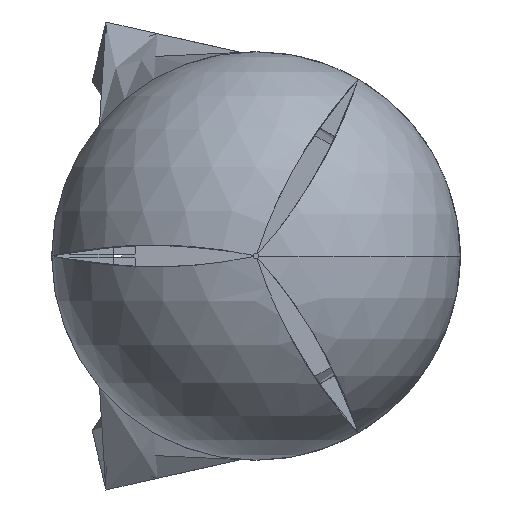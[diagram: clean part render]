
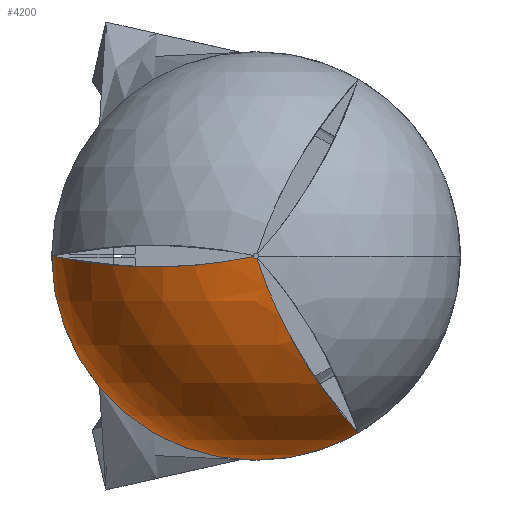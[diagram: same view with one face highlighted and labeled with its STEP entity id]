
A CAD part, left-side view. The second image highlights one B-rep face of the part: STEP entity #4200.
In plain terms, the highlighted spherical face has radius 2.369 mm.
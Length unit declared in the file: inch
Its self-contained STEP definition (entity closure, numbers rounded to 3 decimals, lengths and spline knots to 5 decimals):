
#154 = CARTESIAN_POINT ( 'NONE',  ( -0.06976, 0.06201, -0.0045 ) ) ;
#211 = DIRECTION ( 'NONE',  ( 0., 0., -1. ) ) ;
#376 = CARTESIAN_POINT ( 'NONE',  ( -0.08813, -0.01147, -0.02886 ) ) ;
#575 = CIRCLE ( 'NONE', #5529, 0.09325 ) ;
#679 = DIRECTION ( 'NONE',  ( 0., 1., 0. ) ) ;
#766 = SPHERICAL_SURFACE ( 'NONE', #2646, 0.09325 ) ;
#830 = CARTESIAN_POINT ( 'NONE',  ( -0.0805, -0.01921, -0.04339 ) ) ;
#889 = VERTEX_POINT ( 'NONE', #3800 ) ;
#1194 = CARTESIAN_POINT ( 'NONE',  ( -0.09308, 0.01321, -0.00279 ) ) ;
#1287 = CARTESIAN_POINT ( 'NONE',  ( -0.06978, -0.02709, -0.05593 ) ) ;
#1457 = CARTESIAN_POINT ( 'NONE',  ( -0.09324, 0., 0. ) ) ;
#1483 = AXIS2_PLACEMENT_3D ( 'NONE', #1457, #4506, #1904 ) ;
#1509 = CARTESIAN_POINT ( 'NONE',  ( -0.0612, 0.07052, -0.00374 ) ) ;
#1726 = CARTESIAN_POINT ( 'NONE',  ( -0.09316, -0.00229, -0.00701 ) ) ;
#1748 = CARTESIAN_POINT ( 'NONE',  ( -0.04666, -0.03885, -0.0718 ) ) ;
#1904 = DIRECTION ( 'NONE',  ( 0., 0., -1. ) ) ;
#1924 = VERTEX_POINT ( 'NONE', #3151 ) ;
#1992 = VERTEX_POINT ( 'NONE', #3191 ) ;
#2104 = CARTESIAN_POINT ( 'NONE',  ( -0.09046, 0.02529, -0.00424 ) ) ;
#2199 = CARTESIAN_POINT ( 'NONE',  ( -0.02407, -0.04461, -0.07851 ) ) ;
#2203 = CARTESIAN_POINT ( 'NONE',  ( -0.05644, 0.07441, -0.00326 ) ) ;
#2317 = CARTESIAN_POINT ( 'NONE',  ( 0., 0., 0. ) ) ;
#2369 = VERTEX_POINT ( 'NONE', #2689 ) ;
#2394 = CARTESIAN_POINT ( 'NONE',  ( 0., 0.09325, 0. ) ) ;
#2447 = CARTESIAN_POINT ( 'NONE',  ( -0.04637, 0.08109, -0.00231 ) ) ;
#2506 = CARTESIAN_POINT ( 'NONE',  ( -0.04106, 0.08392, -0.00183 ) ) ;
#2548 = DIRECTION ( 'NONE',  ( 0., 0., 1. ) ) ;
#2570 = ORIENTED_EDGE ( 'NONE', *, *, #5265, .F. ) ;
#2576 = EDGE_LOOP ( 'NONE', ( #2570, #5519, #3503, #4933, #2988 ) ) ;
#2617 = EDGE_CURVE ( 'NONE', #4101, #889, #5186, .T. ) ;
#2634 = CARTESIAN_POINT ( 'NONE',  ( -0.08337, 0.04191, -0.00502 ) ) ;
#2638 = DIRECTION ( 'NONE',  ( -1., 0., 0. ) ) ;
#2646 = AXIS2_PLACEMENT_3D ( 'NONE', #2915, #211, #679 ) ;
#2651 = CARTESIAN_POINT ( 'NONE',  ( -0.00612, -0.04663, -0.08076 ) ) ;
#2672 = CIRCLE ( 'NONE', #1483, 0.00125 ) ;
#2689 = CARTESIAN_POINT ( 'NONE',  ( -0.09324, -0.00038, -0.00119 ) ) ;
#2771 = DIRECTION ( 'NONE',  ( 0., 0., 1. ) ) ;
#2903 = B_SPLINE_CURVE_WITH_KNOTS ( 'NONE', 3,
 ( #4340, #1726, #5695, #3071, #376, #3495, #830, #3933, #1287, #4357, #1748, #4818, #2199, #5266, #2651, #5715 ),
 .UNSPECIFIED., .F., .F.,
 ( 4, 2, 2, 2, 2, 2, 2, 4 ),
 ( 0., 0.00046, 0.00092, 0.00138, 0.00184, 0.00276, 0.00322, 0.00368 ),
 .UNSPECIFIED. ) ;
#2915 = CARTESIAN_POINT ( 'NONE',  ( 0., 0., 0. ) ) ;
#2977 = CARTESIAN_POINT ( 'NONE',  ( 0., 0., 0. ) ) ;
#2984 = EDGE_CURVE ( 'NONE', #1924, #1992, #575, .T. ) ;
#2988 = ORIENTED_EDGE ( 'NONE', *, *, #2984, .T. ) ;
#3071 = CARTESIAN_POINT ( 'NONE',  ( -0.08999, -0.00897, -0.02354 ) ) ;
#3151 = CARTESIAN_POINT ( 'NONE',  ( 0., 0., -0.09325 ) ) ;
#3191 = CARTESIAN_POINT ( 'NONE',  ( 0., -0.04663, -0.08076 ) ) ;
#3274 = CARTESIAN_POINT ( 'NONE',  ( 0., 0.09325, 0. ) ) ;
#3288 = FACE_OUTER_BOUND ( 'NONE', #2576, .T. ) ;
#3494 = CIRCLE ( 'NONE', #3904, 0.09325 ) ;
#3495 = CARTESIAN_POINT ( 'NONE',  ( -0.08339, -0.01659, -0.03878 ) ) ;
#3503 = ORIENTED_EDGE ( 'NONE', *, *, #2617, .F. ) ;
#3683 = CARTESIAN_POINT ( 'NONE',  ( -0.02986, 0.08854, -0.00098 ) ) ;
#3800 = CARTESIAN_POINT ( 'NONE',  ( -0.09324, 0.00122, -0.00026 ) ) ;
#3881 = CARTESIAN_POINT ( 'NONE',  ( -0.09324, 0.00122, -0.00026 ) ) ;
#3904 = AXIS2_PLACEMENT_3D ( 'NONE', #2317, #5399, #2771 ) ;
#3933 = CARTESIAN_POINT ( 'NONE',  ( -0.07369, -0.02447, -0.05199 ) ) ;
#3944 = EDGE_CURVE ( 'NONE', #4101, #1924, #3494, .T. ) ;
#4093 = CARTESIAN_POINT ( 'NONE',  ( -0.02398, 0.09031, -0.00062 ) ) ;
#4101 = VERTEX_POINT ( 'NONE', #2394 ) ;
#4171 = CARTESIAN_POINT ( 'NONE',  ( -0.01214, 0.09265, -0.00013 ) ) ;
#4200 = ADVANCED_FACE ( 'NONE', ( #3288 ), #766, .T. ) ;
#4300 = CARTESIAN_POINT ( 'NONE',  ( -0.08045, 0.04728, -0.00506 ) ) ;
#4340 = CARTESIAN_POINT ( 'NONE',  ( -0.09324, -0.00038, -0.00119 ) ) ;
#4357 = CARTESIAN_POINT ( 'NONE',  ( -0.05696, -0.03446, -0.06641 ) ) ;
#4506 = DIRECTION ( 'NONE',  ( -1., 0., 0. ) ) ;
#4586 = CARTESIAN_POINT ( 'NONE',  ( -0.00612, 0.09325, 0. ) ) ;
#4818 = CARTESIAN_POINT ( 'NONE',  ( -0.02995, -0.0434, -0.07714 ) ) ;
#4933 = ORIENTED_EDGE ( 'NONE', *, *, #3944, .T. ) ;
#4965 = EDGE_CURVE ( 'NONE', #889, #2369, #2672, .T. ) ;
#5186 = B_SPLINE_CURVE_WITH_KNOTS ( 'NONE', 3,
 ( #3274, #4586, #4171, #4093, #3683, #2506, #2447, #2203, #1509, #154, #5260, #4300, #2634, #2104, #1194, #3881 ),
 .UNSPECIFIED., .F., .F.,
 ( 4, 2, 2, 2, 2, 2, 2, 4 ),
 ( 0., 0.00046, 0.00092, 0.00138, 0.00184, 0.0023, 0.00276, 0.00368 ),
 .UNSPECIFIED. ) ;
#5260 = CARTESIAN_POINT ( 'NONE',  ( -0.07361, 0.05737, -0.0048 ) ) ;
#5265 = EDGE_CURVE ( 'NONE', #2369, #1992, #2903, .T. ) ;
#5266 = CARTESIAN_POINT ( 'NONE',  ( -0.01216, -0.04621, -0.08031 ) ) ;
#5399 = DIRECTION ( 'NONE',  ( -1., 0., 0. ) ) ;
#5519 = ORIENTED_EDGE ( 'NONE', *, *, #4965, .F. ) ;
#5529 = AXIS2_PLACEMENT_3D ( 'NONE', #2977, #2638, #2548 ) ;
#5695 = CARTESIAN_POINT ( 'NONE',  ( -0.09248, -0.00439, -0.01264 ) ) ;
#5715 = CARTESIAN_POINT ( 'NONE',  ( 0., -0.04663, -0.08076 ) ) ;
